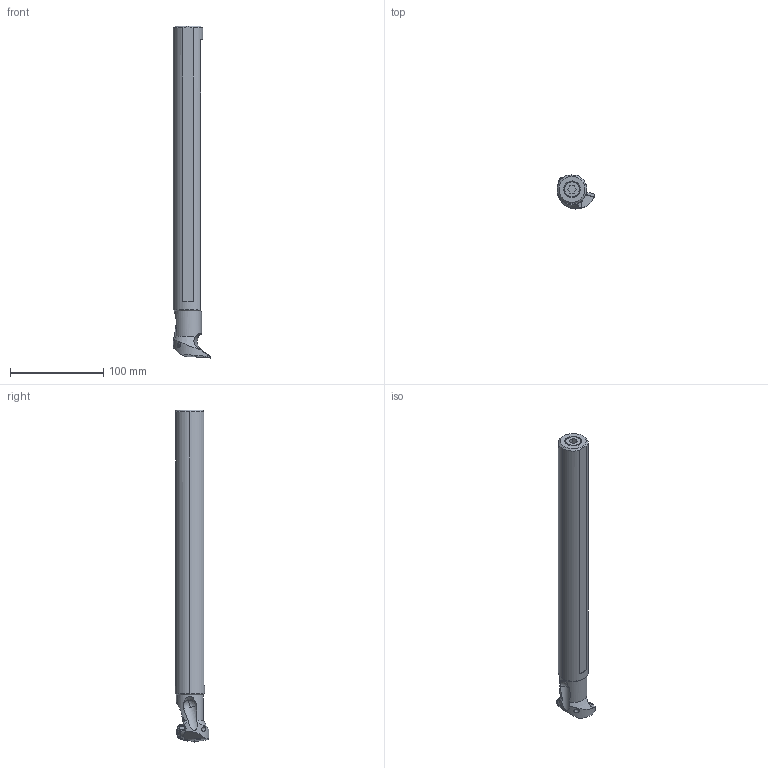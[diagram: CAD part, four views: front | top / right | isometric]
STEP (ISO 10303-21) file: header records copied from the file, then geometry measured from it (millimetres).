
FILE_DESCRIPTION(/* description */ (''),/* implementation_level */ '2;1');
FILE_NAME(/* name */ 'S-DVUNL-203-C.stp',/* time_stamp */ '2021-12-22T09:38:42+09:00',/* author */ (''),/* organization */ (''),/* preprocessor_version */ 'ST-DEVELOPER v16',/* originating_system */ 'SIEMENS PLM Software NX 10.0',/* authorisation */ '');
FILE_SCHEMA (('AUTOMOTIVE_DESIGN { 1 0 10303 214 3 1 1 1 }'));
Length unit declared in the file: millimetre
Products named in the file (1): S-DVUNL-203-C_ASM
Bounding box: 40.28 x 36.31 x 355.12 mm (x, y, z)
Volume: 225735.9 mm3; surface area: 51213.2 mm2
Topology: 7 solids, 7 shells, 327 faces, 870 edges, 556 vertices
Faces by surface type: cylinder 111, plane 85, bspline 64, cone 36, torus 22, sphere 8, extrusion 1
Entity records: 14618 total; most frequent: CARTESIAN_POINT 6792, ORIENTED_EDGE 1716, DIRECTION 1474, EDGE_CURVE 858, AXIS2_PLACEMENT_3D 594, VERTEX_POINT 553, EDGE_LOOP 345, ADVANCED_FACE 327
